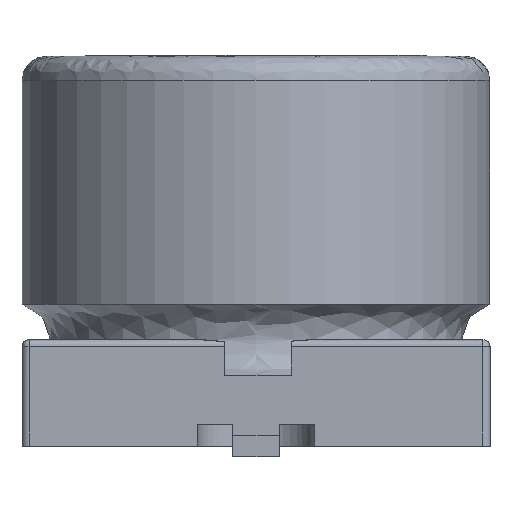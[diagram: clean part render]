
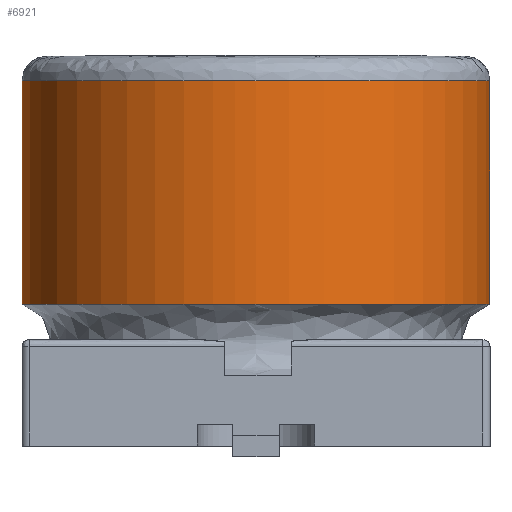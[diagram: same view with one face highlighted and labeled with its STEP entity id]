
A CAD part, left-side view. The second image highlights one B-rep face of the part: STEP entity #6921.
In plain terms, the highlighted free-form (B-spline) face has degree [2, 1] with [9, 2] control points.
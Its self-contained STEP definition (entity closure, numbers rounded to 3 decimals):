
#6843 = VERTEX_POINT('',#6844);
#6844 = CARTESIAN_POINT('',(-4.58,0.,
    2.776));
#6852 = EDGE_CURVE('',#6843,#6843,#6853,.T.);
#6853 = ( BOUNDED_CURVE() B_SPLINE_CURVE(2,(#6854,#6855,#6856,#6857,
#6858,#6859,#6860),.UNSPECIFIED.,.T.,.F.) B_SPLINE_CURVE_WITH_KNOTS((3,2
    ,2,3),(3.142,5.236,7.33,9.425),
.PIECEWISE_BEZIER_KNOTS.) CURVE() GEOMETRIC_REPRESENTATION_ITEM() 
RATIONAL_B_SPLINE_CURVE((1.,0.5,1.,0.5,1.,0.5,1.)) REPRESENTATION_ITEM(
  '') );
#6854 = CARTESIAN_POINT('',(-4.58,0.,
    2.776));
#6855 = CARTESIAN_POINT('',(-4.58,-7.933,
    2.776));
#6856 = CARTESIAN_POINT('',(2.29,-3.967,
    2.776));
#6857 = CARTESIAN_POINT('',(9.161,0.,
    2.776));
#6858 = CARTESIAN_POINT('',(2.29,3.967,2.776
    ));
#6859 = CARTESIAN_POINT('',(-4.58,7.933,2.776
    ));
#6860 = CARTESIAN_POINT('',(-4.58,0.,
    2.776));
#6921 = ADVANCED_FACE('',(#6922),#6943,.T.);
#6922 = FACE_BOUND('',#6923,.T.);
#6923 = EDGE_LOOP('',(#6924,#6936,#6941,#6942));
#6924 = ORIENTED_EDGE('',*,*,#6925,.F.);
#6925 = EDGE_CURVE('',#6926,#6926,#6928,.T.);
#6926 = VERTEX_POINT('',#6927);
#6927 = CARTESIAN_POINT('',(-4.58,0.,
    7.148));
#6928 = ( BOUNDED_CURVE() B_SPLINE_CURVE(2,(#6929,#6930,#6931,#6932,
#6933,#6934,#6935),.UNSPECIFIED.,.T.,.F.) B_SPLINE_CURVE_WITH_KNOTS((3,2
    ,2,3),(3.142,5.236,7.33,9.425),
.PIECEWISE_BEZIER_KNOTS.) CURVE() GEOMETRIC_REPRESENTATION_ITEM() 
RATIONAL_B_SPLINE_CURVE((1.,0.5,1.,0.5,1.,0.5,1.)) REPRESENTATION_ITEM(
  '') );
#6929 = CARTESIAN_POINT('',(-4.58,0.,
    7.148));
#6930 = CARTESIAN_POINT('',(-4.58,-7.933,
    7.148));
#6931 = CARTESIAN_POINT('',(2.29,-3.967,
    7.148));
#6932 = CARTESIAN_POINT('',(9.161,0.,
    7.148));
#6933 = CARTESIAN_POINT('',(2.29,3.967,7.148
    ));
#6934 = CARTESIAN_POINT('',(-4.58,7.933,7.148
    ));
#6935 = CARTESIAN_POINT('',(-4.58,0.,
    7.148));
#6936 = ORIENTED_EDGE('',*,*,#6937,.T.);
#6937 = EDGE_CURVE('',#6926,#6843,#6938,.T.);
#6938 = B_SPLINE_CURVE_WITH_KNOTS('',1,(#6939,#6940),.UNSPECIFIED.,.F.,
  .F.,(2,2),(-1.575,1.575),.PIECEWISE_BEZIER_KNOTS.);
#6939 = CARTESIAN_POINT('',(-4.58,0.,
    7.148));
#6940 = CARTESIAN_POINT('',(-4.58,0.,
    2.776));
#6941 = ORIENTED_EDGE('',*,*,#6852,.T.);
#6942 = ORIENTED_EDGE('',*,*,#6937,.F.);
#6943 = ( BOUNDED_SURFACE() B_SPLINE_SURFACE(2,1,(
    (#6944,#6945)
    ,(#6946,#6947)
    ,(#6948,#6949)
    ,(#6950,#6951)
    ,(#6952,#6953)
    ,(#6954,#6955)
    ,(#6956,#6957)
    ,(#6958,#6959)
    ,(#6960,#6961
)),.UNSPECIFIED.,.T.,.F.,.F.) B_SPLINE_SURFACE_WITH_KNOTS((3,2,2,2,3),(2
    ,2),(-3.142,-2.094,0.,2.094,3.142)
,(-1.575,1.575),.UNSPECIFIED.) GEOMETRIC_REPRESENTATION_ITEM() 
RATIONAL_B_SPLINE_SURFACE((
    (0.75,0.75)
    ,(0.75,0.75)
    ,(1.,1.)
    ,(0.5,0.5)
    ,(1.,1.)
    ,(0.5,0.5)
    ,(1.,1.)
    ,(0.75,0.75)
,(0.75,0.75))) REPRESENTATION_ITEM('') SURFACE() );
#6944 = CARTESIAN_POINT('',(-4.58,0.,2.776));
#6945 = CARTESIAN_POINT('',(-4.58,0.,7.148));
#6946 = CARTESIAN_POINT('',(-4.58,-2.644,
    2.776));
#6947 = CARTESIAN_POINT('',(-4.58,-2.644,
    7.148));
#6948 = CARTESIAN_POINT('',(-2.29,-3.967,
    2.776));
#6949 = CARTESIAN_POINT('',(-2.29,-3.967,
    7.148));
#6950 = CARTESIAN_POINT('',(4.58,-7.933,2.776
    ));
#6951 = CARTESIAN_POINT('',(4.58,-7.933,7.148
    ));
#6952 = CARTESIAN_POINT('',(4.58,0.,2.776));
#6953 = CARTESIAN_POINT('',(4.58,0.,7.148));
#6954 = CARTESIAN_POINT('',(4.58,7.933,2.776)
  );
#6955 = CARTESIAN_POINT('',(4.58,7.933,7.148)
  );
#6956 = CARTESIAN_POINT('',(-2.29,3.967,
    2.776));
#6957 = CARTESIAN_POINT('',(-2.29,3.967,
    7.148));
#6958 = CARTESIAN_POINT('',(-4.58,2.644,2.776
    ));
#6959 = CARTESIAN_POINT('',(-4.58,2.644,7.148
    ));
#6960 = CARTESIAN_POINT('',(-4.58,0.,2.776));
#6961 = CARTESIAN_POINT('',(-4.58,0.,7.148));
